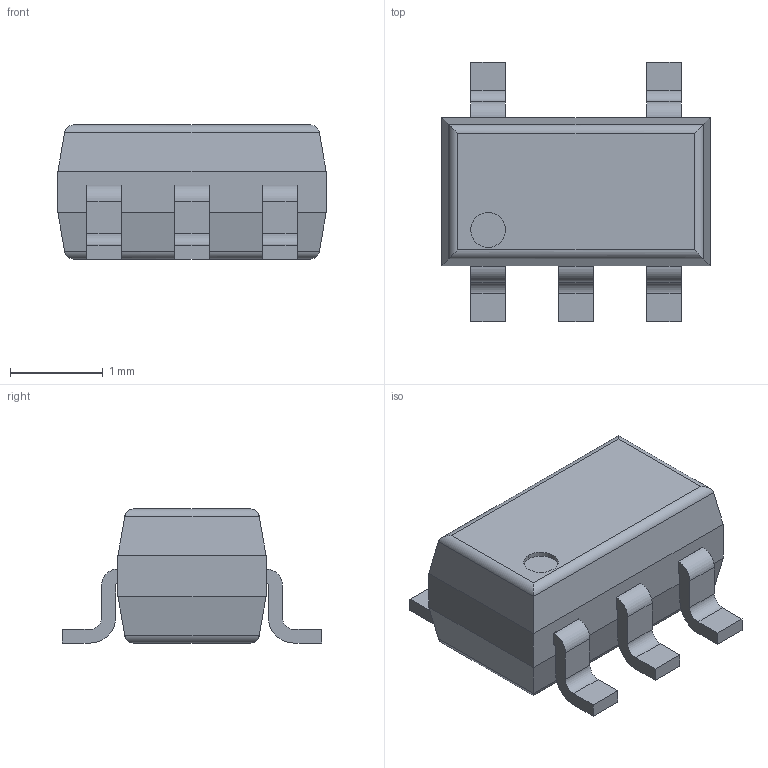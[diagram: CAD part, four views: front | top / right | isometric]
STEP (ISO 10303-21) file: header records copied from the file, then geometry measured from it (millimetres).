
FILE_DESCRIPTION (( 'STEP AP214' ), '1' );
FILE_NAME ( 'SOT23-5P95_280X145L45X37.STEP', '2020-05-06T14:59:13', ( '' ), ( '' ), '', '©2017 PCB Libraries, Inc.', '' );
FILE_SCHEMA (( 'AUTOMOTIVE_DESIGN' ));
Length unit declared in the file: millimetre
Products named in the file (1): SOT23-5P95_280X145L45X37
Bounding box: 2.9 x 2.8 x 1.45 mm (x, y, z)
Volume: 6.6 mm3; surface area: 26.6 mm2
Topology: 6 solids, 6 shells, 95 faces, 230 edges, 148 vertices
Faces by surface type: plane 65, cylinder 30
Entity records: 2901 total; most frequent: CARTESIAN_POINT 498, ORIENTED_EDGE 460, DIRECTION 458, EDGE_CURVE 230, VECTOR 178, LINE 178, VERTEX_POINT 148, AXIS2_PLACEMENT_3D 140
